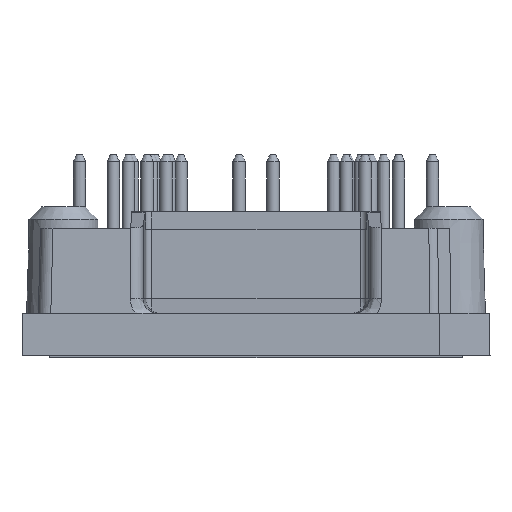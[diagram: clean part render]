
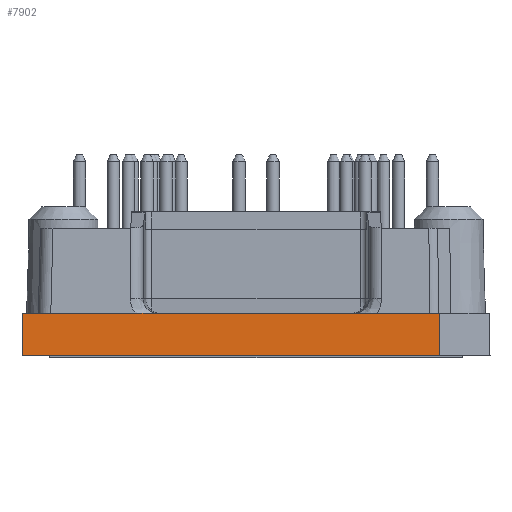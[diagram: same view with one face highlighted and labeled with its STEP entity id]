
A CAD part, left-side view. The second image highlights one B-rep face of the part: STEP entity #7902.
In plain terms, the highlighted planar face has unit normal (-1, 0, 0.018).
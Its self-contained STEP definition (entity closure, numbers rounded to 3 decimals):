
#197=LINE('',#11384,#521);
#236=LINE('',#11478,#560);
#238=LINE('',#11482,#562);
#239=LINE('',#11484,#563);
#521=VECTOR('',#9774,1000.);
#560=VECTOR('',#9843,1000.);
#562=VECTOR('',#9847,1000.);
#563=VECTOR('',#9848,1000.);
#1460=ORIENTED_EDGE('',*,*,#2615,.T.);
#1461=ORIENTED_EDGE('',*,*,#2616,.F.);
#1462=ORIENTED_EDGE('',*,*,#2613,.T.);
#1463=ORIENTED_EDGE('',*,*,#2566,.T.);
#2566=EDGE_CURVE('',#3215,#3219,#197,.F.);
#2613=EDGE_CURVE('',#3260,#3215,#236,.T.);
#2615=EDGE_CURVE('',#3219,#3261,#238,.F.);
#2616=EDGE_CURVE('',#3260,#3261,#239,.F.);
#3215=VERTEX_POINT('',#11375);
#3219=VERTEX_POINT('',#11383);
#3260=VERTEX_POINT('',#11479);
#3261=VERTEX_POINT('',#11483);
#4060=EDGE_LOOP('',(#1460,#1461,#1462,#1463));
#4656=FACE_BOUND('',#4060,.T.);
#4978=PLANE('',#8572);
#7902=ADVANCED_FACE('',(#4656),#4978,.T.);
#8572=AXIS2_PLACEMENT_3D('',#11481,#9845,#9846);
#9774=DIRECTION('',(0.,1.,0.));
#9843=DIRECTION('',(-0.017,0.017,-1.));
#9845=DIRECTION('',(-1.,0.,0.017));
#9846=DIRECTION('',(0.017,0.,1.));
#9847=DIRECTION('',(-0.017,-0.007,-1.));
#9848=DIRECTION('',(0.,1.,0.));
#11375=CARTESIAN_POINT('',(-41.,18.7,0.));
#11383=CARTESIAN_POINT('',(-41.,-14.7,0.));
#11384=CARTESIAN_POINT('',(-41.,0.,0.));
#11478=CARTESIAN_POINT('',(-40.994,18.694,0.326));
#11479=CARTESIAN_POINT('',(-40.941,18.641,3.4));
#11481=CARTESIAN_POINT('',(-41.,0.,0.));
#11482=CARTESIAN_POINT('',(-40.998,-14.699,0.134));
#11483=CARTESIAN_POINT('',(-40.941,-14.675,3.4));
#11484=CARTESIAN_POINT('',(-40.941,0.,3.4));
